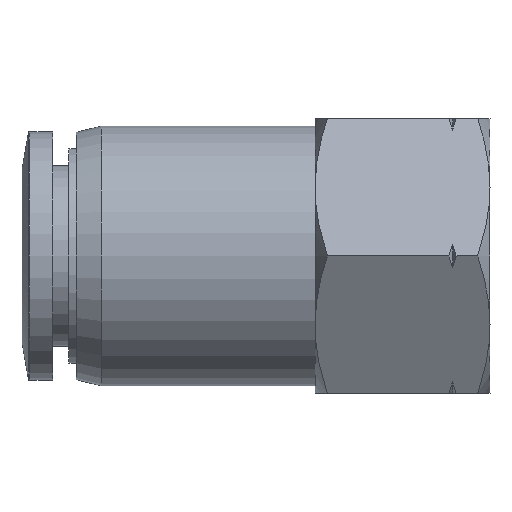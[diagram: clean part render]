
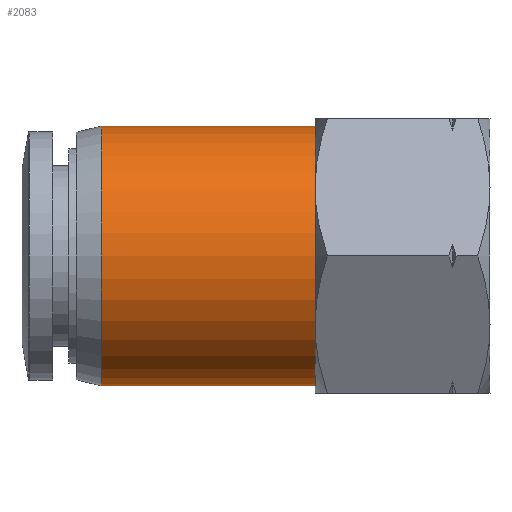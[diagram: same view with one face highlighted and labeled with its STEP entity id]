
A CAD part, left-side view. The second image highlights one B-rep face of the part: STEP entity #2083.
In plain terms, the highlighted cylindrical face has radius 10.4 mm (diameter 20.8 mm), a partial arc.
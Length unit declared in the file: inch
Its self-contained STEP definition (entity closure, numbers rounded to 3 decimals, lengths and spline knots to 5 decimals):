
#66 = CARTESIAN_POINT ( 'NONE',  ( 0., 0.55118, 0. ) ) ;
#95 = ORIENTED_EDGE ( 'NONE', *, *, #2049, .T. ) ;
#259 = CIRCLE ( 'NONE', #2203, 0.40945 ) ;
#292 = DIRECTION ( 'NONE',  ( 0., 1., 0. ) ) ;
#305 = DIRECTION ( 'NONE',  ( 0., 0., 1. ) ) ;
#306 = AXIS2_PLACEMENT_3D ( 'NONE', #548, #2366, #1920 ) ;
#384 = CIRCLE ( 'NONE', #1654, 0.40945 ) ;
#404 = DIRECTION ( 'NONE',  ( 0., 1., 0. ) ) ;
#548 = CARTESIAN_POINT ( 'NONE',  ( 0., 0.8878, 0. ) ) ;
#738 = DIRECTION ( 'NONE',  ( 0., 0., 1. ) ) ;
#754 = VECTOR ( 'NONE', #404, 39.37008 ) ;
#968 = DIRECTION ( 'NONE',  ( 0., -1., 0. ) ) ;
#969 = ORIENTED_EDGE ( 'NONE', *, *, #1733, .F. ) ;
#978 = CARTESIAN_POINT ( 'NONE',  ( 0., 1.22441, 0. ) ) ;
#1005 = VECTOR ( 'NONE', #292, 39.37008 ) ;
#1019 = CARTESIAN_POINT ( 'NONE',  ( 0., 0.55118, 0.40945 ) ) ;
#1181 = VERTEX_POINT ( 'NONE', #1643 ) ;
#1183 = EDGE_CURVE ( 'NONE', #1181, #1969, #384, .T. ) ;
#1369 = CARTESIAN_POINT ( 'NONE',  ( 0., 0.55118, -0.40945 ) ) ;
#1374 = FACE_OUTER_BOUND ( 'NONE', #2768, .T. ) ;
#1531 = VERTEX_POINT ( 'NONE', #1369 ) ;
#1643 = CARTESIAN_POINT ( 'NONE',  ( 0., 1.22441, 0.40945 ) ) ;
#1654 = AXIS2_PLACEMENT_3D ( 'NONE', #978, #968, #738 ) ;
#1666 = ORIENTED_EDGE ( 'NONE', *, *, #2494, .T. ) ;
#1691 = CARTESIAN_POINT ( 'NONE',  ( 0., 0.8878, 0.40945 ) ) ;
#1704 = DIRECTION ( 'NONE',  ( 0., 1., 0. ) ) ;
#1733 = EDGE_CURVE ( 'NONE', #1531, #1969, #1948, .T. ) ;
#1884 = CARTESIAN_POINT ( 'NONE',  ( 0., 1.22441, -0.40945 ) ) ;
#1920 = DIRECTION ( 'NONE',  ( 0., 0., 1. ) ) ;
#1948 = LINE ( 'NONE', #2922, #754 ) ;
#1969 = VERTEX_POINT ( 'NONE', #1884 ) ;
#2049 = EDGE_CURVE ( 'NONE', #1531, #2066, #259, .T. ) ;
#2066 = VERTEX_POINT ( 'NONE', #1019 ) ;
#2083 = ADVANCED_FACE ( 'NONE', ( #1374 ), #2824, .T. ) ;
#2177 = ORIENTED_EDGE ( 'NONE', *, *, #1183, .T. ) ;
#2203 = AXIS2_PLACEMENT_3D ( 'NONE', #66, #1704, #305 ) ;
#2366 = DIRECTION ( 'NONE',  ( 0., 1., 0. ) ) ;
#2494 = EDGE_CURVE ( 'NONE', #2066, #1181, #2886, .T. ) ;
#2768 = EDGE_LOOP ( 'NONE', ( #969, #95, #1666, #2177 ) ) ;
#2824 = CYLINDRICAL_SURFACE ( 'NONE', #306, 0.40945 ) ;
#2886 = LINE ( 'NONE', #1691, #1005 ) ;
#2922 = CARTESIAN_POINT ( 'NONE',  ( 0., 0.8878, -0.40945 ) ) ;
